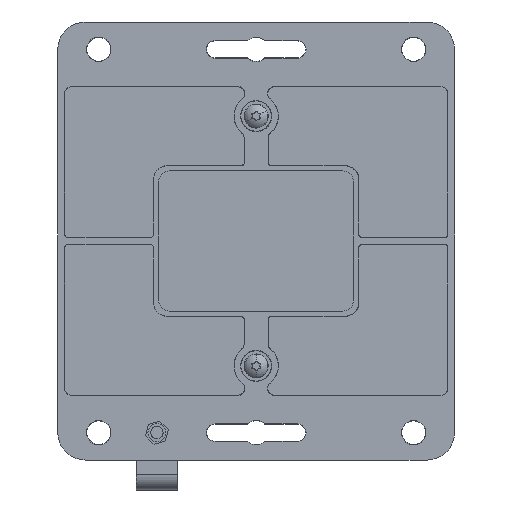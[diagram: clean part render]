
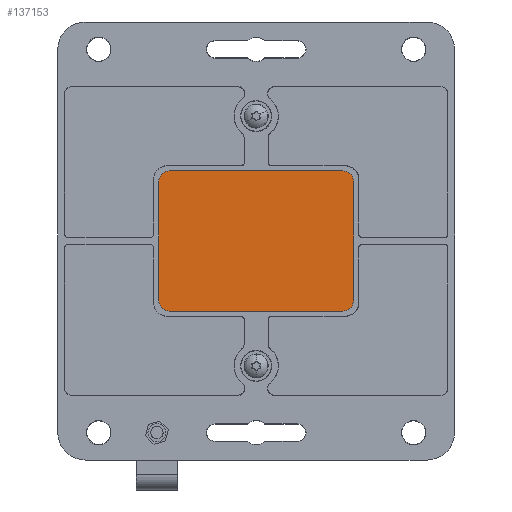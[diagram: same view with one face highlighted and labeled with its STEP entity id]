
A CAD part, front view. The second image highlights one B-rep face of the part: STEP entity #137153.
In plain terms, the highlighted planar face has unit normal (0, -1, 0).
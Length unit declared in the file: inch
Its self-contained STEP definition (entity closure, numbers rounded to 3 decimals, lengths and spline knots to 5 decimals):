
#45915 = EDGE_LOOP ( 'NONE', ( #98316, #98321, #98328, #98335, #98342, #98348, #98355, #98361 ) ) ;
#61449 = CARTESIAN_POINT ( 'NONE',  ( 0.88983, -0.055, 0.54 ) ) ;
#61454 = CARTESIAN_POINT ( 'NONE',  ( 0.88983, -0.055, -0.54 ) ) ;
#61463 = CARTESIAN_POINT ( 'NONE',  ( 0.79, -0.055, 0.63983 ) ) ;
#61469 = CARTESIAN_POINT ( 'NONE',  ( 0.79, -0.055, -0.63983 ) ) ;
#61471 = CARTESIAN_POINT ( 'NONE',  ( -0.79, -0.055, -0.63983 ) ) ;
#61473 = CARTESIAN_POINT ( 'NONE',  ( -0.88983, -0.055, -0.54 ) ) ;
#61476 = CARTESIAN_POINT ( 'NONE',  ( -0.88983, -0.055, 0.54 ) ) ;
#61478 = CARTESIAN_POINT ( 'NONE',  ( -0.79, -0.055, 0.63983 ) ) ;
#66532 = CIRCLE ( 'NONE', #66537, 0.09983 ) ;
#66535 = CIRCLE ( 'NONE', #66548, 0.09983 ) ;
#66537 = AXIS2_PLACEMENT_3D ( 'NONE', #68135, #68136, #68137 ) ;
#66539 = VECTOR ( 'NONE', #68141, 39.37008 ) ;
#66548 = AXIS2_PLACEMENT_3D ( 'NONE', #68148, #68149, #68150 ) ;
#66554 = CIRCLE ( 'NONE', #66571, 0.09983 ) ;
#66563 = VECTOR ( 'NONE', #68171, 39.37008 ) ;
#66571 = AXIS2_PLACEMENT_3D ( 'NONE', #68178, #68179, #68180 ) ;
#66604 = VECTOR ( 'NONE', #68237, 39.37008 ) ;
#66619 = CIRCLE ( 'NONE', #66626, 0.09983 ) ;
#66626 = AXIS2_PLACEMENT_3D ( 'NONE', #68247, #68248, #68249 ) ;
#66645 = VECTOR ( 'NONE', #68276, 39.37008 ) ;
#68135 = CARTESIAN_POINT ( 'NONE',  ( 0.79, -0.055, 0.54 ) ) ;
#68136 = DIRECTION ( 'NONE',  ( 0., -1., 0. ) ) ;
#68137 = DIRECTION ( 'NONE',  ( 0., 0., 1. ) ) ;
#68139 = LINE ( 'NONE', #68140, #66539 ) ;
#68140 = CARTESIAN_POINT ( 'NONE',  ( 0.88983, -0.055, -0.54 ) ) ;
#68141 = DIRECTION ( 'NONE',  ( 0., 0., 1. ) ) ;
#68148 = CARTESIAN_POINT ( 'NONE',  ( 0.79, -0.055, -0.54 ) ) ;
#68149 = DIRECTION ( 'NONE',  ( 0., -1., 0. ) ) ;
#68150 = DIRECTION ( 'NONE',  ( 0., 0., 1. ) ) ;
#68169 = LINE ( 'NONE', #68170, #66563 ) ;
#68170 = CARTESIAN_POINT ( 'NONE',  ( -0.79, -0.055, -0.63983 ) ) ;
#68171 = DIRECTION ( 'NONE',  ( 1., 0., 0. ) ) ;
#68178 = CARTESIAN_POINT ( 'NONE',  ( -0.79, -0.055, -0.54 ) ) ;
#68179 = DIRECTION ( 'NONE',  ( 0., -1., 0. ) ) ;
#68180 = DIRECTION ( 'NONE',  ( 0., 0., 1. ) ) ;
#68225 = LINE ( 'NONE', #68236, #66604 ) ;
#68236 = CARTESIAN_POINT ( 'NONE',  ( -0.88983, -0.055, -0.54 ) ) ;
#68237 = DIRECTION ( 'NONE',  ( 0., 0., -1. ) ) ;
#68247 = CARTESIAN_POINT ( 'NONE',  ( -0.79, -0.055, 0.54 ) ) ;
#68248 = DIRECTION ( 'NONE',  ( 0., -1., 0. ) ) ;
#68249 = DIRECTION ( 'NONE',  ( 0., 0., 1. ) ) ;
#68274 = LINE ( 'NONE', #68275, #66645 ) ;
#68275 = CARTESIAN_POINT ( 'NONE',  ( -0.79, -0.055, 0.63983 ) ) ;
#68276 = DIRECTION ( 'NONE',  ( -1., 0., 0. ) ) ;
#78869 = AXIS2_PLACEMENT_3D ( 'NONE', #83084, #83097, #83099 ) ;
#83084 = CARTESIAN_POINT ( 'NONE',  ( 0.79, -0.055, 0.54 ) ) ;
#83088 = FACE_OUTER_BOUND ( 'NONE', #45915, .T. ) ;
#83091 = PLANE ( 'NONE',  #78869 ) ;
#83097 = DIRECTION ( 'NONE',  ( 0., 1., 0. ) ) ;
#83099 = DIRECTION ( 'NONE',  ( 0., 0., 1. ) ) ;
#84709 = VERTEX_POINT ( 'NONE', #61449 ) ;
#84712 = VERTEX_POINT ( 'NONE', #61454 ) ;
#84719 = VERTEX_POINT ( 'NONE', #61463 ) ;
#84723 = VERTEX_POINT ( 'NONE', #61469 ) ;
#84725 = VERTEX_POINT ( 'NONE', #61471 ) ;
#84726 = VERTEX_POINT ( 'NONE', #61473 ) ;
#84728 = VERTEX_POINT ( 'NONE', #61476 ) ;
#84730 = VERTEX_POINT ( 'NONE', #61478 ) ;
#98316 = ORIENTED_EDGE ( 'NONE', *, *, #128023, .T. ) ;
#98321 = ORIENTED_EDGE ( 'NONE', *, *, #128070, .T. ) ;
#98328 = ORIENTED_EDGE ( 'NONE', *, *, #128060, .T. ) ;
#98335 = ORIENTED_EDGE ( 'NONE', *, *, #128057, .T. ) ;
#98342 = ORIENTED_EDGE ( 'NONE', *, *, #128037, .T. ) ;
#98348 = ORIENTED_EDGE ( 'NONE', *, *, #128035, .T. ) ;
#98355 = ORIENTED_EDGE ( 'NONE', *, *, #128027, .T. ) ;
#98361 = ORIENTED_EDGE ( 'NONE', *, *, #128025, .T. ) ;
#128023 = EDGE_CURVE ( 'NONE', #84709, #84719, #66532, .T. ) ;
#128025 = EDGE_CURVE ( 'NONE', #84712, #84709, #68139, .T. ) ;
#128027 = EDGE_CURVE ( 'NONE', #84723, #84712, #66535, .T. ) ;
#128035 = EDGE_CURVE ( 'NONE', #84725, #84723, #68169, .T. ) ;
#128037 = EDGE_CURVE ( 'NONE', #84726, #84725, #66554, .T. ) ;
#128057 = EDGE_CURVE ( 'NONE', #84728, #84726, #68225, .T. ) ;
#128060 = EDGE_CURVE ( 'NONE', #84730, #84728, #66619, .T. ) ;
#128070 = EDGE_CURVE ( 'NONE', #84719, #84730, #68274, .T. ) ;
#137153 = ADVANCED_FACE ( 'NONE', ( #83088 ), #83091, .F. ) ;
